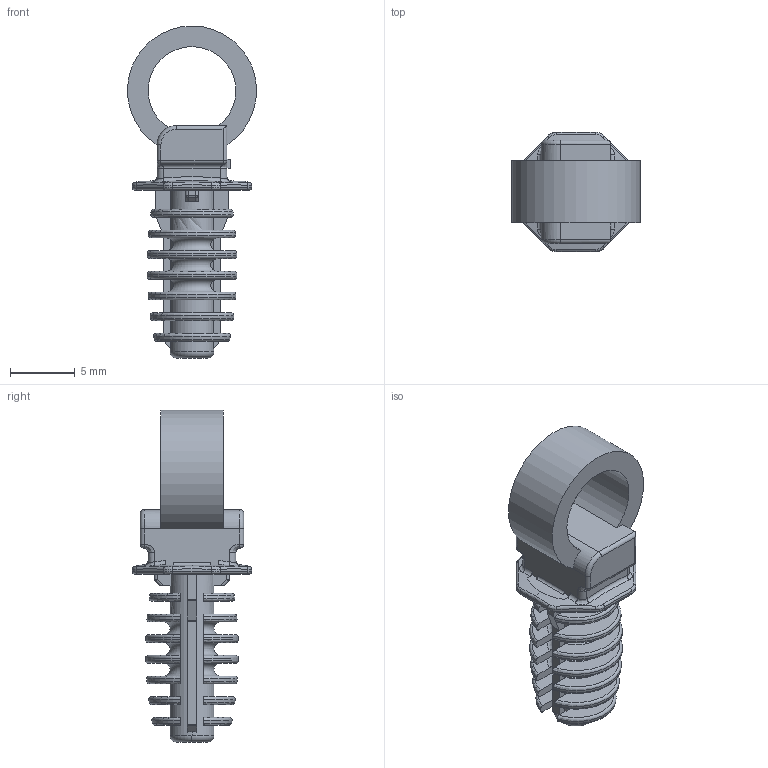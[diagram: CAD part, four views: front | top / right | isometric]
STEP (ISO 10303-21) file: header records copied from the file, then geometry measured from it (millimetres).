
FILE_DESCRIPTION((''),'2;1');
FILE_NAME('BAND_CABLE_7_CU','2019-07-22T',('parkkh'),(''),'CREO PARAMETRIC BY PTC INC, 2017300','CREO PARAMETRIC BY PTC INC, 2017300','');
FILE_SCHEMA(('CONFIG_CONTROL_DESIGN'));
Length unit declared in the file: millimetre
Products named in the file (1): BAND_CABLE_7_CU
Bounding box: 10 x 9.24 x 25.7 mm (x, y, z)
Volume: 602.7 mm3; surface area: 1039.8 mm2
Topology: 1 solids, 1 shells, 262 faces, 666 edges, 414 vertices
Faces by surface type: plane 110, torus 60, cylinder 52, bspline 30, sphere 10
Entity records: 9359 total; most frequent: CARTESIAN_POINT 3231, ORIENTED_EDGE 1332, DIRECTION 1224, EDGE_CURVE 666, AXIS2_PLACEMENT_3D 482, VERTEX_POINT 414, EDGE_LOOP 272, FACE_OUTER_BOUND 262
